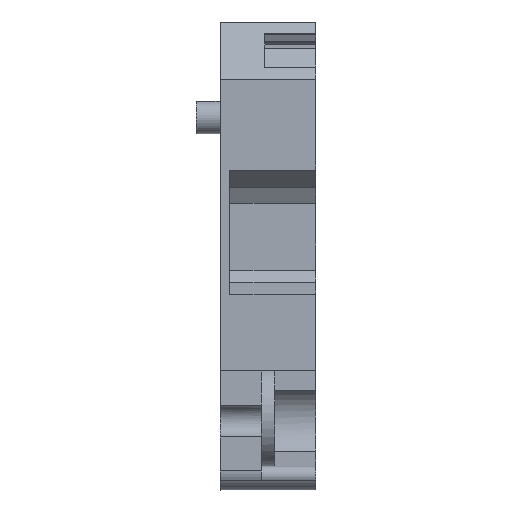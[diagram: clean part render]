
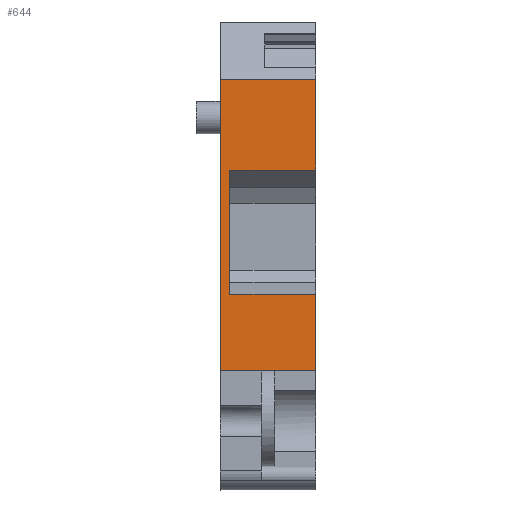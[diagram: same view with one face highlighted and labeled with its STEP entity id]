
A CAD part, front view. The second image highlights one B-rep face of the part: STEP entity #644.
In plain terms, the highlighted planar face has unit normal (0, -1, 0).
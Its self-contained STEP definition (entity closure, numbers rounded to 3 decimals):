
#592=AXIS2_PLACEMENT_3D('Plane Axis2P3D',#589,#590,#591) ;
#131=CARTESIAN_POINT('Vertex',(2.5,0.,12.5)) ;
#134=CARTESIAN_POINT('Line Origine',(2.5,0.,27.75)) ;
#138=CARTESIAN_POINT('Vertex',(2.5,0.,43.)) ;
#573=CARTESIAN_POINT('Vertex',(12.5,0.,12.5)) ;
#576=CARTESIAN_POINT('Line Origine',(7.5,0.,12.5)) ;
#589=CARTESIAN_POINT('Axis2P3D Location',(2.5,0.,33.5)) ;
#594=CARTESIAN_POINT('Line Origine',(12.5,0.,16.5)) ;
#598=CARTESIAN_POINT('Vertex',(12.5,0.,20.5)) ;
#601=CARTESIAN_POINT('Line Origine',(8.,0.,20.5)) ;
#605=CARTESIAN_POINT('Vertex',(3.5,0.,20.5)) ;
#608=CARTESIAN_POINT('Line Origine',(3.5,0.,27.)) ;
#612=CARTESIAN_POINT('Vertex',(3.5,0.,33.5)) ;
#615=CARTESIAN_POINT('Line Origine',(8.,0.,33.5)) ;
#619=CARTESIAN_POINT('Vertex',(12.5,0.,33.5)) ;
#622=CARTESIAN_POINT('Line Origine',(12.5,0.,38.25)) ;
#626=CARTESIAN_POINT('Vertex',(12.5,0.,43.)) ;
#629=CARTESIAN_POINT('Line Origine',(7.5,0.,43.)) ;
#135=DIRECTION('Vector Direction',(0.,0.,-1.)) ;
#577=DIRECTION('Vector Direction',(-1.,0.,0.)) ;
#590=DIRECTION('Axis2P3D Direction',(0.,1.,0.)) ;
#591=DIRECTION('Axis2P3D XDirection',(0.,0.,1.)) ;
#595=DIRECTION('Vector Direction',(0.,0.,-1.)) ;
#602=DIRECTION('Vector Direction',(1.,0.,0.)) ;
#609=DIRECTION('Vector Direction',(0.,0.,-1.)) ;
#616=DIRECTION('Vector Direction',(-1.,0.,0.)) ;
#623=DIRECTION('Vector Direction',(0.,0.,-1.)) ;
#630=DIRECTION('Vector Direction',(1.,0.,0.)) ;
#136=VECTOR('Line Direction',#135,1.) ;
#578=VECTOR('Line Direction',#577,1.) ;
#596=VECTOR('Line Direction',#595,1.) ;
#603=VECTOR('Line Direction',#602,1.) ;
#610=VECTOR('Line Direction',#609,1.) ;
#617=VECTOR('Line Direction',#616,1.) ;
#624=VECTOR('Line Direction',#623,1.) ;
#631=VECTOR('Line Direction',#630,1.) ;
#635=ORIENTED_EDGE('',*,*,#580,.F.) ;
#636=ORIENTED_EDGE('',*,*,#600,.F.) ;
#637=ORIENTED_EDGE('',*,*,#607,.F.) ;
#638=ORIENTED_EDGE('',*,*,#614,.F.) ;
#639=ORIENTED_EDGE('',*,*,#621,.F.) ;
#640=ORIENTED_EDGE('',*,*,#628,.F.) ;
#641=ORIENTED_EDGE('',*,*,#633,.F.) ;
#642=ORIENTED_EDGE('',*,*,#140,.T.) ;
#644=ADVANCED_FACE('Koerper.2',(#643),#593,.F.) ;
#140=EDGE_CURVE('',#139,#132,#137,.T.) ;
#580=EDGE_CURVE('',#574,#132,#579,.T.) ;
#600=EDGE_CURVE('',#599,#574,#597,.T.) ;
#607=EDGE_CURVE('',#606,#599,#604,.T.) ;
#614=EDGE_CURVE('',#613,#606,#611,.T.) ;
#621=EDGE_CURVE('',#620,#613,#618,.T.) ;
#628=EDGE_CURVE('',#627,#620,#625,.T.) ;
#633=EDGE_CURVE('',#139,#627,#632,.T.) ;
#634=EDGE_LOOP('',(#635,#636,#637,#638,#639,#640,#641,#642)) ;
#643=FACE_OUTER_BOUND('',#634,.T.) ;
#137=LINE('Line',#134,#136) ;
#579=LINE('Line',#576,#578) ;
#597=LINE('Line',#594,#596) ;
#604=LINE('Line',#601,#603) ;
#611=LINE('Line',#608,#610) ;
#618=LINE('Line',#615,#617) ;
#625=LINE('Line',#622,#624) ;
#632=LINE('Line',#629,#631) ;
#593=PLANE('',#592) ;
#132=VERTEX_POINT('',#131) ;
#139=VERTEX_POINT('',#138) ;
#574=VERTEX_POINT('',#573) ;
#599=VERTEX_POINT('',#598) ;
#606=VERTEX_POINT('',#605) ;
#613=VERTEX_POINT('',#612) ;
#620=VERTEX_POINT('',#619) ;
#627=VERTEX_POINT('',#626) ;
